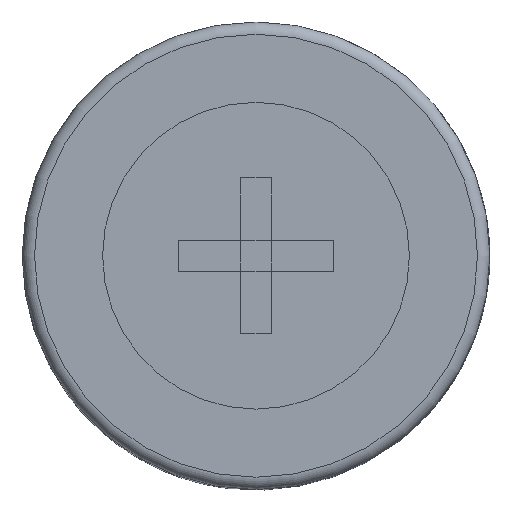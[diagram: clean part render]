
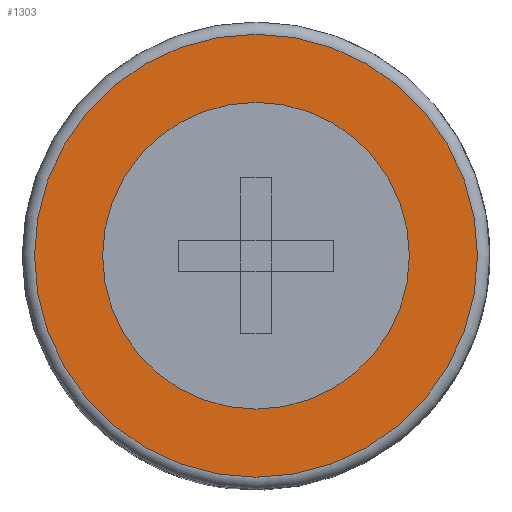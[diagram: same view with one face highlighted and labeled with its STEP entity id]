
A CAD part, top view. The second image highlights one B-rep face of the part: STEP entity #1303.
In plain terms, the highlighted planar face has unit normal (0, 0, 1).
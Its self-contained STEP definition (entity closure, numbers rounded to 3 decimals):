
#13=DIRECTION('',(0.,0.,1.));
#27=DIRECTION('',(1.,0.,0.));
#1224=VERTEX_POINT('',#1225);
#1225=CARTESIAN_POINT('',(5.407,1.79,6.35));
#1231=EDGE_CURVE('',#1224,#1224,#1232,.T.);
#1232=CIRCLE('',#1233,3.61);
#1233=AXIS2_PLACEMENT_3D('',#1234,#13,#27);
#1234=CARTESIAN_POINT('',(1.797,1.79,6.35));
#1303=ADVANCED_FACE('',(#1304,#1307),#1314,.T.);
#1304=FACE_BOUND('',#1305,.T.);
#1305=EDGE_LOOP('',(#1306));
#1306=ORIENTED_EDGE('',*,*,#1231,.T.);
#1307=FACE_BOUND('',#1308,.T.);
#1308=EDGE_LOOP('',(#1309));
#1309=ORIENTED_EDGE('',*,*,#1310,.F.);
#1310=EDGE_CURVE('',#1311,#1311,#1313,.T.);
#1311=VERTEX_POINT('',#1312);
#1312=CARTESIAN_POINT('',(4.297,1.79,6.35));
#1313=CIRCLE('',#1233,2.5);
#1314=PLANE('',#1233);
